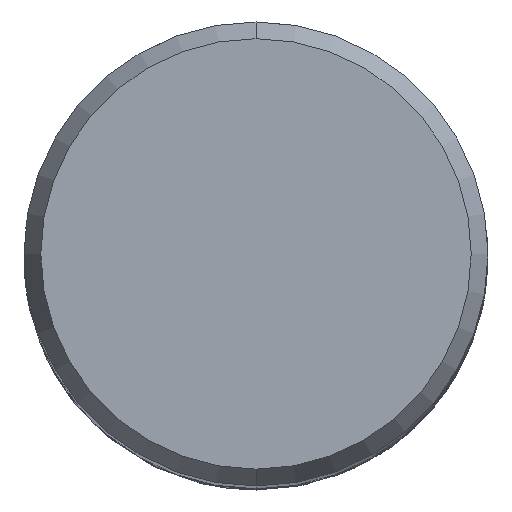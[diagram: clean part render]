
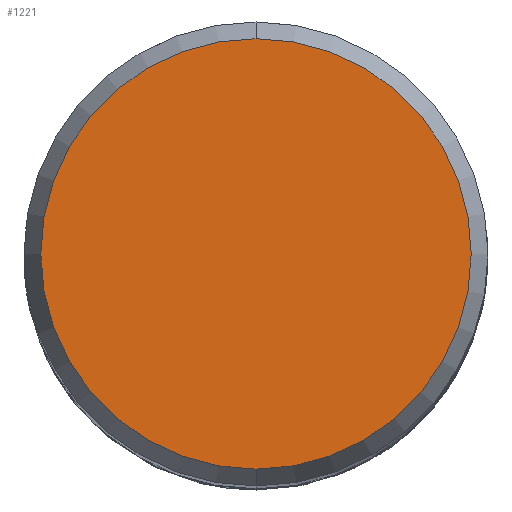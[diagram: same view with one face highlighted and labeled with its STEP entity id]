
A CAD part, top view. The second image highlights one B-rep face of the part: STEP entity #1221.
In plain terms, the highlighted planar face has unit normal (0, 0, 1).
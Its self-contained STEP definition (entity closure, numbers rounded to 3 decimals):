
#629=VERTEX_POINT('',#1638);
#1093=EDGE_CURVE('',#1471,#629,#2145,.T.);
#1221=ADVANCED_FACE('',(#2284),#2285,.T.);
#1319=EDGE_CURVE('',#629,#1471,#2391,.T.);
#1471=VERTEX_POINT('',#2557);
#1638=CARTESIAN_POINT('',(0.0,7.423,0.0));
#2145=CIRCLE('',#9514,7.423);
#2284=FACE_OUTER_BOUND('',#11387,.T.);
#2285=PLANE('',#11388);
#2391=CIRCLE('',#13278,7.423);
#2557=CARTESIAN_POINT('',(0.,-7.423,0.0));
#9514=AXIS2_PLACEMENT_3D('',#15924,#15925,#15926);
#11387=EDGE_LOOP('',(#16037,#16038));
#11388=AXIS2_PLACEMENT_3D('',#16039,#16040,#16041);
#13278=AXIS2_PLACEMENT_3D('',#16113,#16114,#16115);
#15924=CARTESIAN_POINT('',(0.0,0.0,0.0));
#15925=DIRECTION('',(0.0,0.0,-1.0));
#15926=DIRECTION('',(0.0,1.0,0.0));
#16037=ORIENTED_EDGE('',*,*,#1319,.F.);
#16038=ORIENTED_EDGE('',*,*,#1093,.F.);
#16039=CARTESIAN_POINT('',(0.0,3.711,0.0));
#16040=DIRECTION('',(-0.0,0.0,1.0));
#16041=DIRECTION('',(0.0,-1.0,0.0));
#16113=CARTESIAN_POINT('',(0.0,0.0,0.0));
#16114=DIRECTION('',(0.0,0.0,-1.0));
#16115=DIRECTION('',(0.0,1.0,0.0));
